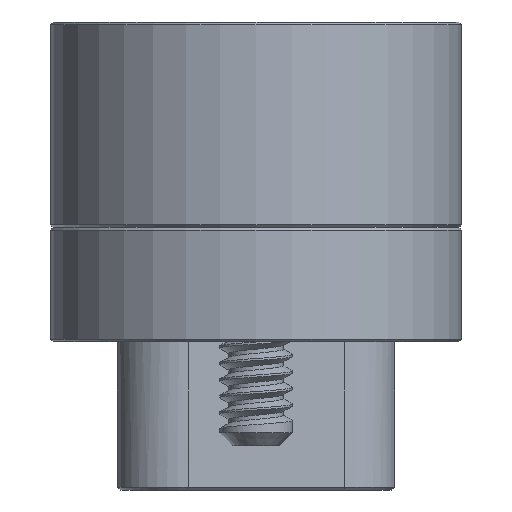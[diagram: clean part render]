
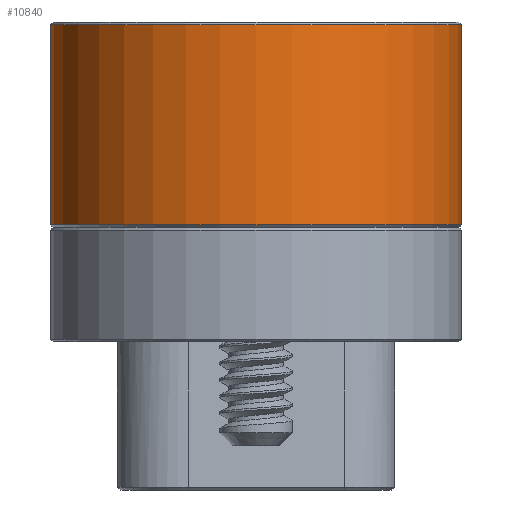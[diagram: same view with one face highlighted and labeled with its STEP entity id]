
A CAD part, left-side view. The second image highlights one B-rep face of the part: STEP entity #10840.
In plain terms, the highlighted cylindrical face has radius 7.9 mm (diameter 15.8 mm), a partial arc.
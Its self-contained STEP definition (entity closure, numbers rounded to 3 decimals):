
#415 = AXIS2_PLACEMENT_3D ( 'NONE', #9928, #2292, #13602 ) ;
#1806 = EDGE_CURVE ( 'NONE', #22616, #13063, #23550, .T. ) ;
#2065 = ORIENTED_EDGE ( 'NONE', *, *, #1806, .T. ) ;
#2292 = DIRECTION ( 'NONE',  ( 0., 0., 1. ) ) ;
#2404 = VERTEX_POINT ( 'NONE', #10412 ) ;
#2599 = CARTESIAN_POINT ( 'NONE',  ( -26.1, 7.9, -7.9 ) ) ;
#3017 = EDGE_LOOP ( 'NONE', ( #21750, #20526, #2065, #22540 ) ) ;
#3018 = EDGE_CURVE ( 'NONE', #13063, #10061, #14379, .T. ) ;
#6970 = CARTESIAN_POINT ( 'NONE',  ( -26.1, -7.9, -7.9 ) ) ;
#6973 = CARTESIAN_POINT ( 'NONE',  ( -26.1, -7.9, -7.8 ) ) ;
#7702 = CARTESIAN_POINT ( 'NONE',  ( -26.1, 0., -7.8 ) ) ;
#8260 = AXIS2_PLACEMENT_3D ( 'NONE', #7702, #11744, #18394 ) ;
#8672 = EDGE_CURVE ( 'NONE', #2404, #10061, #21882, .T. ) ;
#9436 = VECTOR ( 'NONE', #10228, 1000. ) ;
#9928 = CARTESIAN_POINT ( 'NONE',  ( -26.1, 0., -7.9 ) ) ;
#10061 = VERTEX_POINT ( 'NONE', #16150 ) ;
#10228 = DIRECTION ( 'NONE',  ( 0., 0., 1. ) ) ;
#10276 = CARTESIAN_POINT ( 'NONE',  ( -26.1, -7.9, -0.1 ) ) ;
#10412 = CARTESIAN_POINT ( 'NONE',  ( -26.1, 7.9, -7.8 ) ) ;
#10445 = VECTOR ( 'NONE', #10668, 1000. ) ;
#10668 = DIRECTION ( 'NONE',  ( 0., 0., 1. ) ) ;
#10840 = ADVANCED_FACE ( 'NONE', ( #11642 ), #17282, .T. ) ;
#11249 = AXIS2_PLACEMENT_3D ( 'NONE', #21292, #18966, #23127 ) ;
#11642 = FACE_OUTER_BOUND ( 'NONE', #3017, .T. ) ;
#11744 = DIRECTION ( 'NONE',  ( 0., 0., 1. ) ) ;
#13063 = VERTEX_POINT ( 'NONE', #10276 ) ;
#13602 = DIRECTION ( 'NONE',  ( 1., 0., 0. ) ) ;
#14379 = CIRCLE ( 'NONE', #11249, 7.9 ) ;
#16150 = CARTESIAN_POINT ( 'NONE',  ( -26.1, 7.9, -0.1 ) ) ;
#17282 = CYLINDRICAL_SURFACE ( 'NONE', #415, 7.9 ) ;
#17399 = EDGE_CURVE ( 'NONE', #2404, #22616, #21191, .T. ) ;
#18394 = DIRECTION ( 'NONE',  ( 1., 0., 0. ) ) ;
#18966 = DIRECTION ( 'NONE',  ( 0., 0., -1. ) ) ;
#20526 = ORIENTED_EDGE ( 'NONE', *, *, #17399, .T. ) ;
#21191 = CIRCLE ( 'NONE', #8260, 7.9 ) ;
#21292 = CARTESIAN_POINT ( 'NONE',  ( -26.1, 0., -0.1 ) ) ;
#21750 = ORIENTED_EDGE ( 'NONE', *, *, #8672, .F. ) ;
#21882 = LINE ( 'NONE', #2599, #9436 ) ;
#22540 = ORIENTED_EDGE ( 'NONE', *, *, #3018, .T. ) ;
#22616 = VERTEX_POINT ( 'NONE', #6973 ) ;
#23127 = DIRECTION ( 'NONE',  ( 1., 0., 0. ) ) ;
#23550 = LINE ( 'NONE', #6970, #10445 ) ;
